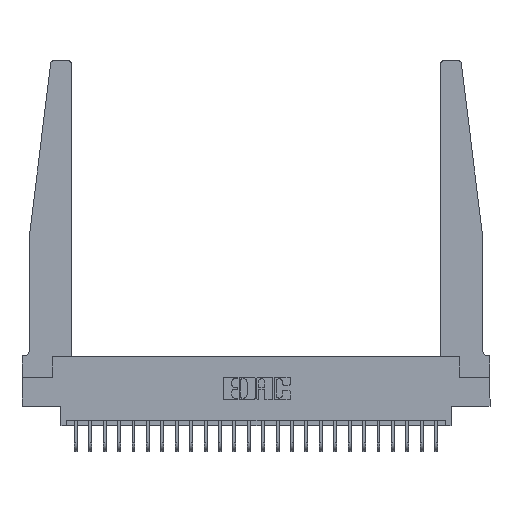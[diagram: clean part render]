
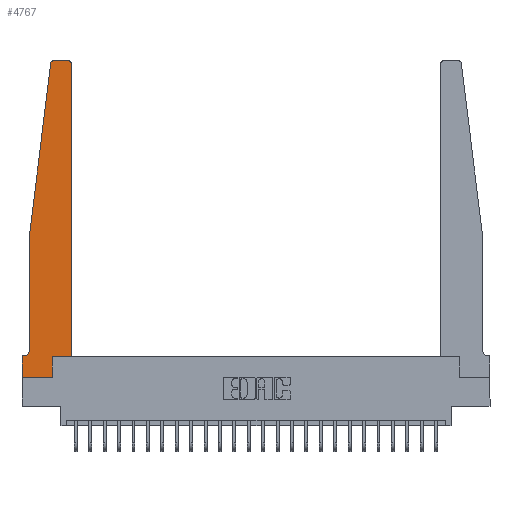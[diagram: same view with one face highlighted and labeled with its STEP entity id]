
A CAD part, top view. The second image highlights one B-rep face of the part: STEP entity #4767.
In plain terms, the highlighted planar face has unit normal (0, 0, 1).
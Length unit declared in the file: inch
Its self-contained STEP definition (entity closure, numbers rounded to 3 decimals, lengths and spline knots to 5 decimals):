
#68 = CARTESIAN_POINT ( 'NONE',  ( 0.425, 0.18, 0.37 ) ) ;
#992 = CARTESIAN_POINT ( 'NONE',  ( 0.27653, 2.75, 0.37 ) ) ;
#1134 = CARTESIAN_POINT ( 'NONE',  ( 0.015, 0.2375, 0.37 ) ) ;
#1337 = EDGE_CURVE ( 'NONE', #25593, #3153, #14754, .T. ) ;
#1391 = DIRECTION ( 'NONE',  ( 0., 0., 1. ) ) ;
#1714 = CIRCLE ( 'NONE', #6707, 0.03 ) ;
#2254 = EDGE_CURVE ( 'NONE', #19217, #21780, #4592, .T. ) ;
#2407 = CARTESIAN_POINT ( 'NONE',  ( 0., 0.1875, 0.37 ) ) ;
#2792 = CARTESIAN_POINT ( 'NONE',  ( 0.2605, 0.18, 0.37 ) ) ;
#2912 = CARTESIAN_POINT ( 'NONE',  ( 0., 0., 0.37 ) ) ;
#3153 = VERTEX_POINT ( 'NONE', #21211 ) ;
#3215 = CARTESIAN_POINT ( 'NONE',  ( 0.015, 0.1875, 0.37 ) ) ;
#3220 = DIRECTION ( 'NONE',  ( 0., 0., -1. ) ) ;
#3356 = VECTOR ( 'NONE', #9141, 39.37008 ) ;
#3727 = ORIENTED_EDGE ( 'NONE', *, *, #11168, .T. ) ;
#3929 = DIRECTION ( 'NONE',  ( -1., 0., 0. ) ) ;
#4234 = CARTESIAN_POINT ( 'NONE',  ( 0.25, 2.75, 0.37 ) ) ;
#4297 = CARTESIAN_POINT ( 'NONE',  ( 0.425, 0.18, 0.37 ) ) ;
#4583 = DIRECTION ( 'NONE',  ( 0., 1., 0. ) ) ;
#4592 = CIRCLE ( 'NONE', #24489, 0.03 ) ;
#4767 = ADVANCED_FACE ( 'NONE', ( #13160 ), #24411, .T. ) ;
#4829 = VERTEX_POINT ( 'NONE', #2407 ) ;
#4864 = EDGE_CURVE ( 'NONE', #3153, #21215, #22479, .T. ) ;
#5514 = CARTESIAN_POINT ( 'NONE',  ( 0.425, 0.18, 0.37 ) ) ;
#5537 = DIRECTION ( 'NONE',  ( 0., -1., 0. ) ) ;
#6316 = DIRECTION ( 'NONE',  ( 0., 0., 1. ) ) ;
#6450 = CARTESIAN_POINT ( 'NONE',  ( 0.2605, 0.18, 0.37 ) ) ;
#6707 = AXIS2_PLACEMENT_3D ( 'NONE', #8755, #1391, #25125 ) ;
#6854 = EDGE_CURVE ( 'NONE', #21215, #4829, #22988, .T. ) ;
#6911 = LINE ( 'NONE', #5514, #13218 ) ;
#7657 = CARTESIAN_POINT ( 'NONE',  ( 0.065, 0.1875, 0.37 ) ) ;
#8755 = CARTESIAN_POINT ( 'NONE',  ( 0.395, 2.72, 0.37 ) ) ;
#8925 = ORIENTED_EDGE ( 'NONE', *, *, #23104, .T. ) ;
#8978 = EDGE_CURVE ( 'NONE', #16156, #22179, #16402, .T. ) ;
#9141 = DIRECTION ( 'NONE',  ( 0., -1., 0. ) ) ;
#9280 = VECTOR ( 'NONE', #4583, 39.37008 ) ;
#9954 = LINE ( 'NONE', #2912, #3356 ) ;
#9978 = ORIENTED_EDGE ( 'NONE', *, *, #12147, .T. ) ;
#9984 = ORIENTED_EDGE ( 'NONE', *, *, #21128, .T. ) ;
#10136 = LINE ( 'NONE', #12490, #20124 ) ;
#11005 = DIRECTION ( 'NONE',  ( -1., 0., 0. ) ) ;
#11019 = AXIS2_PLACEMENT_3D ( 'NONE', #16468, #6316, #22205 ) ;
#11168 = EDGE_CURVE ( 'NONE', #4829, #16156, #9954, .T. ) ;
#11671 = ORIENTED_EDGE ( 'NONE', *, *, #2254, .T. ) ;
#11836 = EDGE_LOOP ( 'NONE', ( #8925, #11671, #14997, #16459, #23553, #22827, #3727, #23367, #9978, #25696, #14262, #9984 ) ) ;
#12011 = DIRECTION ( 'NONE',  ( 1., 0., 0. ) ) ;
#12147 = EDGE_CURVE ( 'NONE', #22179, #19668, #15488, .T. ) ;
#12316 = CARTESIAN_POINT ( 'NONE',  ( 0.27653, 2.72, 0.37 ) ) ;
#12490 = CARTESIAN_POINT ( 'NONE',  ( 0.065, 1.25, 0.37 ) ) ;
#13160 = FACE_OUTER_BOUND ( 'NONE', #11836, .T. ) ;
#13218 = VECTOR ( 'NONE', #24672, 39.37008 ) ;
#14148 = VECTOR ( 'NONE', #5537, 39.37008 ) ;
#14211 = DIRECTION ( 'NONE',  ( 1., 0., 0. ) ) ;
#14262 = ORIENTED_EDGE ( 'NONE', *, *, #15437, .T. ) ;
#14386 = EDGE_CURVE ( 'NONE', #21780, #25593, #10136, .T. ) ;
#14754 = LINE ( 'NONE', #15470, #14148 ) ;
#14997 = ORIENTED_EDGE ( 'NONE', *, *, #14386, .T. ) ;
#15173 = VERTEX_POINT ( 'NONE', #22341 ) ;
#15437 = EDGE_CURVE ( 'NONE', #17108, #19604, #6911, .T. ) ;
#15470 = CARTESIAN_POINT ( 'NONE',  ( 0.065, 1.25, 0.37 ) ) ;
#15488 = LINE ( 'NONE', #6450, #9280 ) ;
#16156 = VERTEX_POINT ( 'NONE', #16910 ) ;
#16163 = LINE ( 'NONE', #4297, #22286 ) ;
#16402 = LINE ( 'NONE', #21833, #24818 ) ;
#16459 = ORIENTED_EDGE ( 'NONE', *, *, #1337, .T. ) ;
#16468 = CARTESIAN_POINT ( 'NONE',  ( 0., 0.1875, 0.37 ) ) ;
#16704 = CARTESIAN_POINT ( 'NONE',  ( 0.2605, 0., 0.37 ) ) ;
#16910 = CARTESIAN_POINT ( 'NONE',  ( 0., 0., 0.37 ) ) ;
#17108 = VERTEX_POINT ( 'NONE', #68 ) ;
#17598 = EDGE_CURVE ( 'NONE', #19668, #17108, #16163, .T. ) ;
#17715 = AXIS2_PLACEMENT_3D ( 'NONE', #1134, #3220, #11005 ) ;
#17836 = CARTESIAN_POINT ( 'NONE',  ( 0.24675, 2.72367, 0.37 ) ) ;
#18506 = DIRECTION ( 'NONE',  ( 1., 0., 0. ) ) ;
#18543 = DIRECTION ( 'NONE',  ( -0.122, -0.992, 0. ) ) ;
#18558 = DIRECTION ( 'NONE',  ( 0., 0., 1. ) ) ;
#19217 = VERTEX_POINT ( 'NONE', #992 ) ;
#19604 = VERTEX_POINT ( 'NONE', #20268 ) ;
#19668 = VERTEX_POINT ( 'NONE', #2792 ) ;
#19900 = VECTOR ( 'NONE', #3929, 39.37008 ) ;
#20049 = DIRECTION ( 'NONE',  ( -1., 0., 0. ) ) ;
#20124 = VECTOR ( 'NONE', #18543, 39.37008 ) ;
#20268 = CARTESIAN_POINT ( 'NONE',  ( 0.425, 2.72, 0.37 ) ) ;
#21128 = EDGE_CURVE ( 'NONE', #19604, #15173, #1714, .T. ) ;
#21211 = CARTESIAN_POINT ( 'NONE',  ( 0.065, 0.2375, 0.37 ) ) ;
#21215 = VERTEX_POINT ( 'NONE', #3215 ) ;
#21780 = VERTEX_POINT ( 'NONE', #17836 ) ;
#21833 = CARTESIAN_POINT ( 'NONE',  ( 0., 0., 0.37 ) ) ;
#22179 = VERTEX_POINT ( 'NONE', #16704 ) ;
#22205 = DIRECTION ( 'NONE',  ( 1., 0., 0. ) ) ;
#22286 = VECTOR ( 'NONE', #18506, 39.37008 ) ;
#22341 = CARTESIAN_POINT ( 'NONE',  ( 0.395, 2.75, 0.37 ) ) ;
#22479 = CIRCLE ( 'NONE', #17715, 0.05 ) ;
#22813 = LINE ( 'NONE', #4234, #25357 ) ;
#22827 = ORIENTED_EDGE ( 'NONE', *, *, #6854, .T. ) ;
#22988 = LINE ( 'NONE', #7657, #19900 ) ;
#23104 = EDGE_CURVE ( 'NONE', #15173, #19217, #22813, .T. ) ;
#23367 = ORIENTED_EDGE ( 'NONE', *, *, #8978, .T. ) ;
#23457 = CARTESIAN_POINT ( 'NONE',  ( 0.065, 1.25, 0.37 ) ) ;
#23553 = ORIENTED_EDGE ( 'NONE', *, *, #4864, .T. ) ;
#24411 = PLANE ( 'NONE',  #11019 ) ;
#24489 = AXIS2_PLACEMENT_3D ( 'NONE', #12316, #18558, #14211 ) ;
#24672 = DIRECTION ( 'NONE',  ( 0., 1., 0. ) ) ;
#24818 = VECTOR ( 'NONE', #12011, 39.37008 ) ;
#25125 = DIRECTION ( 'NONE',  ( 1., 0., 0. ) ) ;
#25357 = VECTOR ( 'NONE', #20049, 39.37008 ) ;
#25593 = VERTEX_POINT ( 'NONE', #23457 ) ;
#25696 = ORIENTED_EDGE ( 'NONE', *, *, #17598, .T. ) ;
